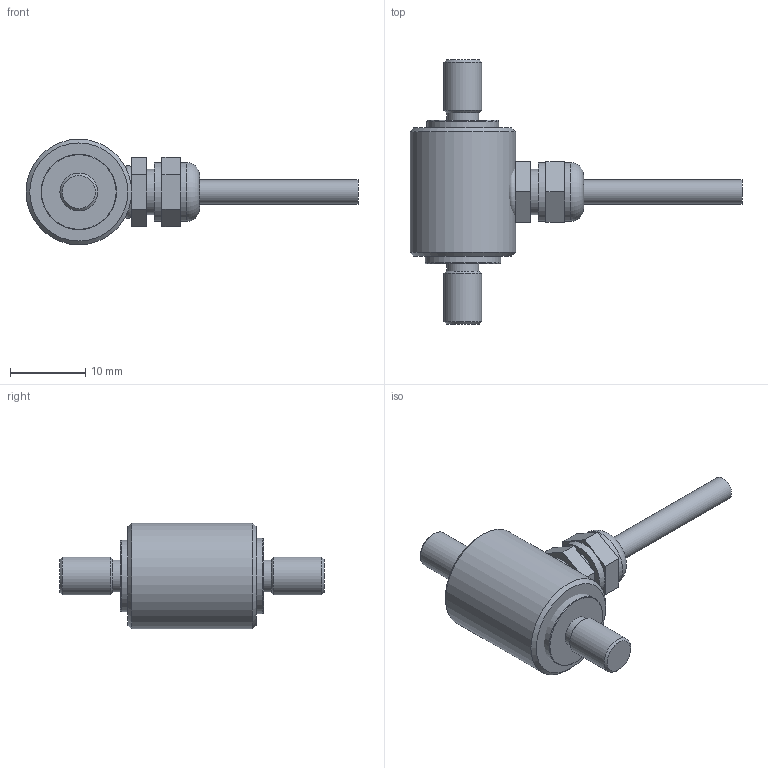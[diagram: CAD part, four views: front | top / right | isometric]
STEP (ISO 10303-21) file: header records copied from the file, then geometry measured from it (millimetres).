
FILE_DESCRIPTION( ( 'Unknown' ), '1' );
FILE_NAME( 'K-100_1-2kN.stp', 'Unknown', ( 'Unknown' ), ( 'Unknown' ), 'PSStep 17.0.49', 'Unknown', ' ' );
FILE_SCHEMA( ( 'AUTOMOTIVE_DESIGN { 1 0 10303 214 1 1 1 1 }' ) );
Length unit declared in the file: millimetre
Products named in the file (6): Assem1; 1454-012_DOC-00075280; 1454-013_DOC-00075287; kv m6x1_doc-00040935; kabeldurchmesser 3,2_doc-00040959
Assembly tree (5 placements, depth 2):
  Assem1
    1454-012_DOC-00075280
    1454-012_DOC-00075280
    1454-013_DOC-00075287
    kv m6x1_doc-00040935
    kabeldurchmesser 3,2_doc-00040959
Bounding box: 44 x 35 x 14 mm (x, y, z)
Volume: 3981.9 mm3; surface area: 2666.1 mm2
Topology: 5 solids, 5 shells, 57 faces, 108 edges, 71 vertices
Faces by surface type: plane 31, cylinder 15, cone 9, torus 2
Full cylindrical faces by diameter (mm): 3.2 x2, 4.2 x2, 4.917 x1, 5 x2, 6 x2, 7.8 x2, 9.5 x1, 10 x1, 14 x1
Entity records: 1920 total; most frequent: CARTESIAN_POINT 322, DIRECTION 236, ORIENTED_EDGE 150, AXIS2_PLACEMENT_3D 100, EDGE_LOOP 94, EDGE_CURVE 75, FACE_OUTER_BOUND 73, VERTEX_POINT 64
